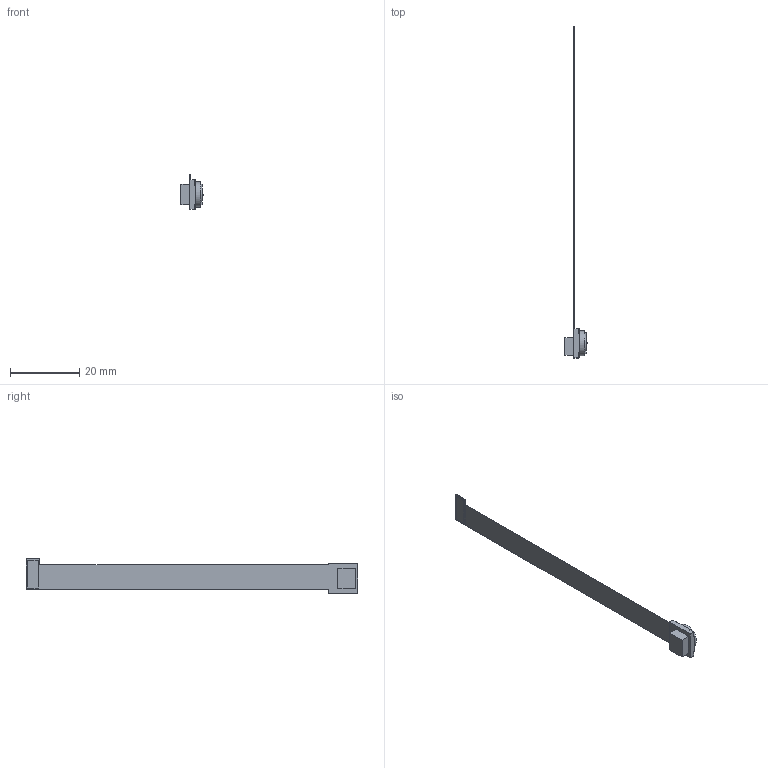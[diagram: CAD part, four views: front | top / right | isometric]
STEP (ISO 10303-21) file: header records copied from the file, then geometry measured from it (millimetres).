
FILE_DESCRIPTION(/* description */ (''),/* implementation_level */ '2;1');
FILE_NAME(/* name */ 'Cam V2.1 v1 v1.step',/* time_stamp */ '2025-06-16T05:43:15+09:00',/* author */ (''),/* organization */ (''),/* preprocessor_version */ 'ST-DEVELOPER v20.1',/* originating_system */ 'Autodesk Translation Framework v14.10.0.0',/* authorisation */ '');
FILE_SCHEMA (('AUTOMOTIVE_DESIGN { 1 0 10303 214 3 1 1 }'));
Length unit declared in the file: millimetre
Products named in the file (1): Cam V2.1
Bounding box: 6.45 x 96.05 x 9.95 mm (x, y, z)
Volume: 326.8 mm3; surface area: 1659.9 mm2
Topology: 1 solids, 1 shells, 63 faces, 168 edges, 112 vertices
Faces by surface type: plane 50, cylinder 8, cone 4, sphere 1
Full cylindrical faces by diameter (mm): 1.5 x1, 6 x1, 6.25 x1, 7.25 x1
Entity records: 2058 total; most frequent: CARTESIAN_POINT 359, ORIENTED_EDGE 334, DIRECTION 321, EDGE_CURVE 167, LINE 125, VECTOR 125, VERTEX_POINT 112, AXIS2_PLACEMENT_3D 98
